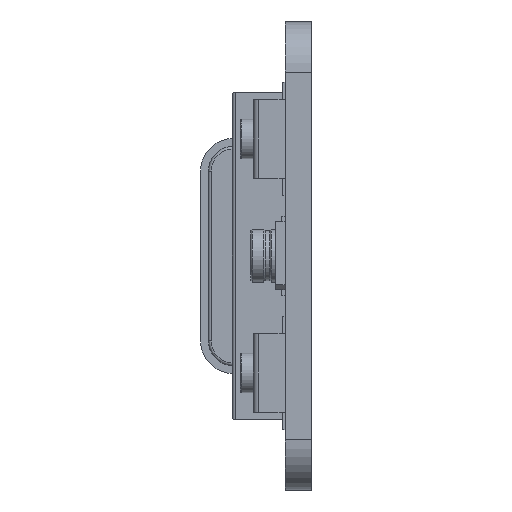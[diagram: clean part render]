
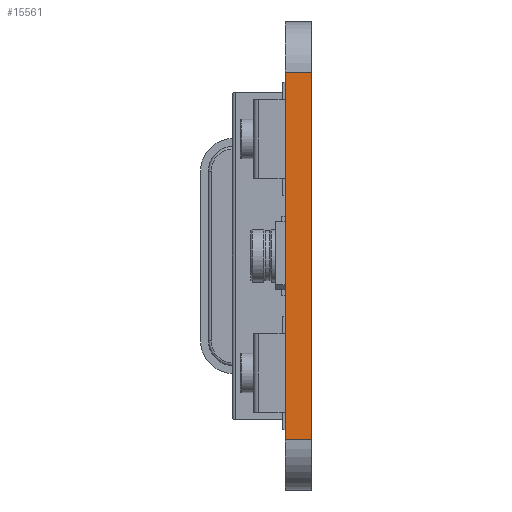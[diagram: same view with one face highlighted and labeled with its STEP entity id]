
A CAD part, left-side view. The second image highlights one B-rep face of the part: STEP entity #15561.
In plain terms, the highlighted planar face has unit normal (-1, 0, 0).
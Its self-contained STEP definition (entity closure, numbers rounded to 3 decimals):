
#1792=FACE_OUTER_BOUND('',#2706,.T.);
#2706=EDGE_LOOP('',(#13797,#13798,#13799,#13800));
#3652=LINE('',#24333,#5339);
#4330=LINE('',#26002,#6017);
#4396=LINE('',#26199,#6083);
#4397=LINE('',#26201,#6084);
#5339=VECTOR('',#19694,10.);
#6017=VECTOR('',#21238,10.);
#6083=VECTOR('',#21500,10.);
#6084=VECTOR('',#21503,10.);
#6871=VERTEX_POINT('',#24330);
#6872=VERTEX_POINT('',#24332);
#7429=VERTEX_POINT('',#25999);
#7430=VERTEX_POINT('',#26001);
#8658=EDGE_CURVE('',#6871,#6872,#3652,.T.);
#9487=EDGE_CURVE('',#7430,#7429,#4330,.T.);
#9583=EDGE_CURVE('',#7429,#6872,#4396,.T.);
#9584=EDGE_CURVE('',#7430,#6871,#4397,.T.);
#13797=ORIENTED_EDGE('',*,*,#9487,.T.);
#13798=ORIENTED_EDGE('',*,*,#9583,.T.);
#13799=ORIENTED_EDGE('',*,*,#8658,.F.);
#13800=ORIENTED_EDGE('',*,*,#9584,.F.);
#14424=PLANE('',#17199);
#15561=ADVANCED_FACE('',(#1792),#14424,.T.);
#17199=AXIS2_PLACEMENT_3D('',#26200,#21501,#21502);
#19694=DIRECTION('',(0.,0.,1.));
#21238=DIRECTION('',(0.,0.,1.));
#21500=DIRECTION('',(0.,1.,0.));
#21501=DIRECTION('center_axis',(-1.,0.,0.));
#21502=DIRECTION('ref_axis',(0.,0.,1.));
#21503=DIRECTION('',(0.,1.,0.));
#24330=CARTESIAN_POINT('',(-8.673,1.,-13.096));
#24332=CARTESIAN_POINT('',(-8.673,1.,0.874));
#24333=CARTESIAN_POINT('',(-8.673,1.,-13.096));
#25999=CARTESIAN_POINT('',(-8.673,0.,0.874));
#26001=CARTESIAN_POINT('',(-8.673,0.,-13.096));
#26002=CARTESIAN_POINT('',(-8.673,0.,-13.096));
#26199=CARTESIAN_POINT('',(-8.673,0.,0.874));
#26200=CARTESIAN_POINT('Origin',(-8.673,0.,
-13.096));
#26201=CARTESIAN_POINT('',(-8.673,0.,-13.096));
